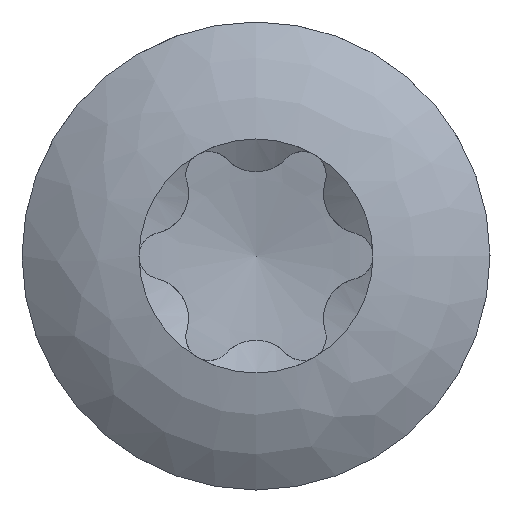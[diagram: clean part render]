
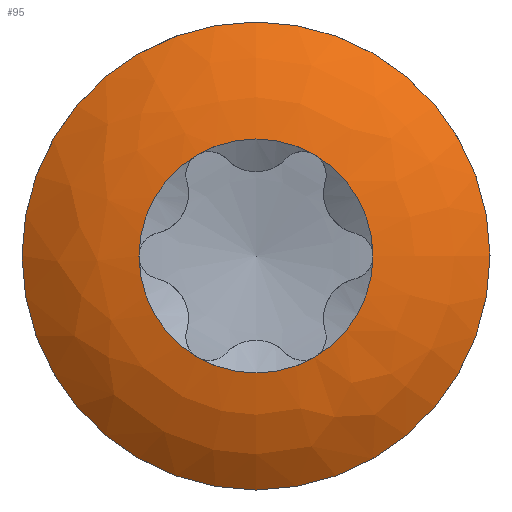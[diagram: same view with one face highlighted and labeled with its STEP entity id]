
A CAD part, left-side view. The second image highlights one B-rep face of the part: STEP entity #95.
In plain terms, the highlighted free-form (B-spline) face has degree [3, 3] with [4, 7] control points.
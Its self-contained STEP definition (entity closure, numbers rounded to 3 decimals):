
#95 = ADVANCED_FACE( '', ( #198, #199 ), #200, .T. );
#198 = FACE_OUTER_BOUND( '', #302, .T. );
#199 = FACE_OUTER_BOUND( '', #303, .T. );
#200 = ( BOUNDED_SURFACE(  )B_SPLINE_SURFACE( 3, 3, ( ( #306, #307, #308, #309, #310, #311, #312 ), ( #313, #314, #315, #316, #317, #318, #319 ), ( #320, #321, #322, #323, #324, #325, #326 ), ( #327, #328, #329, #330, #331, #332, #333 ) ), .UNSPECIFIED., .F., .T., .F. )B_SPLINE_SURFACE_WITH_KNOTS( ( 4, 4 ), ( 4, 3, 4 ), ( 0., 6.283 ), ( -1.441, -1.166, -0.89 ), .UNSPECIFIED. )GEOMETRIC_REPRESENTATION_ITEM(  )RATIONAL_B_SPLINE_SURFACE( ( ( 1., 0.333, 0.333, 1., 0.333, 0.333, 1. ), ( 0.975, 0.325, 0.325, 0.975, 0.325, 0.325, 0.975 ), ( 0.975, 0.325, 0.325, 0.975, 0.325, 0.325, 0.975 ), ( 1., 0.333, 0.333, 1., 0.333, 0.333, 1. ) ) )REPRESENTATION_ITEM( '' )SURFACE(  ) );
#302 = EDGE_LOOP( '', ( #530, #531, #532, #533, #534, #535 ) );
#303 = EDGE_LOOP( '', ( #536 ) );
#306 = CARTESIAN_POINT( '', ( -1.8, 0., -2.8 ) );
#307 = CARTESIAN_POINT( '', ( -1.8, 5.6, -2.8 ) );
#308 = CARTESIAN_POINT( '', ( -1.8, 5.6, 2.8 ) );
#309 = CARTESIAN_POINT( '', ( -1.8, 0., 2.8 ) );
#310 = CARTESIAN_POINT( '', ( -1.8, -5.6, 2.8 ) );
#311 = CARTESIAN_POINT( '', ( -1.8, -5.6, -2.8 ) );
#312 = CARTESIAN_POINT( '', ( -1.8, 0., -2.8 ) );
#313 = CARTESIAN_POINT( '', ( -2.128, 0., -2.395 ) );
#314 = CARTESIAN_POINT( '', ( -2.128, 4.79, -2.395 ) );
#315 = CARTESIAN_POINT( '', ( -2.128, 4.79, 2.395 ) );
#316 = CARTESIAN_POINT( '', ( -2.128, 0., 2.395 ) );
#317 = CARTESIAN_POINT( '', ( -2.128, -4.79, 2.395 ) );
#318 = CARTESIAN_POINT( '', ( -2.128, -4.79, -2.395 ) );
#319 = CARTESIAN_POINT( '', ( -2.128, 0., -2.395 ) );
#320 = CARTESIAN_POINT( '', ( -2.333, 0., -1.916 ) );
#321 = CARTESIAN_POINT( '', ( -2.333, 3.833, -1.916 ) );
#322 = CARTESIAN_POINT( '', ( -2.333, 3.833, 1.916 ) );
#323 = CARTESIAN_POINT( '', ( -2.333, 0., 1.916 ) );
#324 = CARTESIAN_POINT( '', ( -2.333, -3.833, 1.916 ) );
#325 = CARTESIAN_POINT( '', ( -2.333, -3.833, -1.916 ) );
#326 = CARTESIAN_POINT( '', ( -2.333, 0., -1.916 ) );
#327 = CARTESIAN_POINT( '', ( -2.4, 0., -1.4 ) );
#328 = CARTESIAN_POINT( '', ( -2.4, 2.8, -1.4 ) );
#329 = CARTESIAN_POINT( '', ( -2.4, 2.8, 1.4 ) );
#330 = CARTESIAN_POINT( '', ( -2.4, 0., 1.4 ) );
#331 = CARTESIAN_POINT( '', ( -2.4, -2.8, 1.4 ) );
#332 = CARTESIAN_POINT( '', ( -2.4, -2.8, -1.4 ) );
#333 = CARTESIAN_POINT( '', ( -2.4, 0., -1.4 ) );
#530 = ORIENTED_EDGE( '', *, *, #667, .T. );
#531 = ORIENTED_EDGE( '', *, *, #665, .T. );
#532 = ORIENTED_EDGE( '', *, *, #613, .T. );
#533 = ORIENTED_EDGE( '', *, *, #657, .T. );
#534 = ORIENTED_EDGE( '', *, *, #603, .T. );
#535 = ORIENTED_EDGE( '', *, *, #644, .T. );
#536 = ORIENTED_EDGE( '', *, *, #668, .F. );
#603 = EDGE_CURVE( '', #698, #699, #700, .T. );
#613 = EDGE_CURVE( '', #717, #715, #718, .T. );
#644 = EDGE_CURVE( '', #699, #763, #764, .T. );
#657 = EDGE_CURVE( '', #715, #698, #780, .T. );
#665 = EDGE_CURVE( '', #727, #717, #789, .T. );
#667 = EDGE_CURVE( '', #763, #727, #791, .T. );
#668 = EDGE_CURVE( '', #792, #792, #793, .T. );
#698 = VERTEX_POINT( '', #839 );
#699 = VERTEX_POINT( '', #840 );
#700 = CIRCLE( '', #841, 1.4 );
#715 = VERTEX_POINT( '', #884 );
#717 = VERTEX_POINT( '', #891 );
#718 = CIRCLE( '', #892, 1.4 );
#727 = VERTEX_POINT( '', #907 );
#763 = VERTEX_POINT( '', #1041 );
#764 = CIRCLE( '', #1042, 1.4 );
#780 = CIRCLE( '', #1098, 1.4 );
#789 = CIRCLE( '', #1122, 1.4 );
#791 = CIRCLE( '', #1124, 1.4 );
#792 = VERTEX_POINT( '', #1125 );
#793 = CIRCLE( '', #1126, 2.8 );
#839 = CARTESIAN_POINT( '', ( -2.4, -1.4, 0. ) );
#840 = CARTESIAN_POINT( '', ( -2.4, -0.7, -1.212 ) );
#841 = AXIS2_PLACEMENT_3D( '', #1152, #1153, #1154 );
#884 = CARTESIAN_POINT( '', ( -2.4, -0.7, 1.212 ) );
#891 = CARTESIAN_POINT( '', ( -2.4, 0.7, 1.212 ) );
#892 = AXIS2_PLACEMENT_3D( '', #1161, #1162, #1163 );
#907 = CARTESIAN_POINT( '', ( -2.4, 1.4, 0. ) );
#1041 = CARTESIAN_POINT( '', ( -2.4, 0.7, -1.212 ) );
#1042 = AXIS2_PLACEMENT_3D( '', #1172, #1173, #1174 );
#1098 = AXIS2_PLACEMENT_3D( '', #1177, #1178, #1179 );
#1122 = AXIS2_PLACEMENT_3D( '', #1184, #1185, #1186 );
#1124 = AXIS2_PLACEMENT_3D( '', #1187, #1188, #1189 );
#1125 = CARTESIAN_POINT( '', ( -1.8, 0., -2.8 ) );
#1126 = AXIS2_PLACEMENT_3D( '', #1190, #1191, #1192 );
#1152 = CARTESIAN_POINT( '', ( -2.4, 0., 0. ) );
#1153 = DIRECTION( '', ( 1., 0., 0. ) );
#1154 = DIRECTION( '', ( 0., 0., -1. ) );
#1161 = CARTESIAN_POINT( '', ( -2.4, 0., 0. ) );
#1162 = DIRECTION( '', ( 1., 0., 0. ) );
#1163 = DIRECTION( '', ( 0., 0., -1. ) );
#1172 = CARTESIAN_POINT( '', ( -2.4, 0., 0. ) );
#1173 = DIRECTION( '', ( 1., 0., 0. ) );
#1174 = DIRECTION( '', ( 0., 0., -1. ) );
#1177 = CARTESIAN_POINT( '', ( -2.4, 0., 0. ) );
#1178 = DIRECTION( '', ( 1., 0., 0. ) );
#1179 = DIRECTION( '', ( 0., 0., -1. ) );
#1184 = CARTESIAN_POINT( '', ( -2.4, 0., 0. ) );
#1185 = DIRECTION( '', ( 1., 0., 0. ) );
#1186 = DIRECTION( '', ( 0., 0., -1. ) );
#1187 = CARTESIAN_POINT( '', ( -2.4, 0., 0. ) );
#1188 = DIRECTION( '', ( 1., 0., 0. ) );
#1189 = DIRECTION( '', ( 0., 0., -1. ) );
#1190 = CARTESIAN_POINT( '', ( -1.8, 0., 0. ) );
#1191 = DIRECTION( '', ( 1., 0., 0. ) );
#1192 = DIRECTION( '', ( 0., 0., -1. ) );
